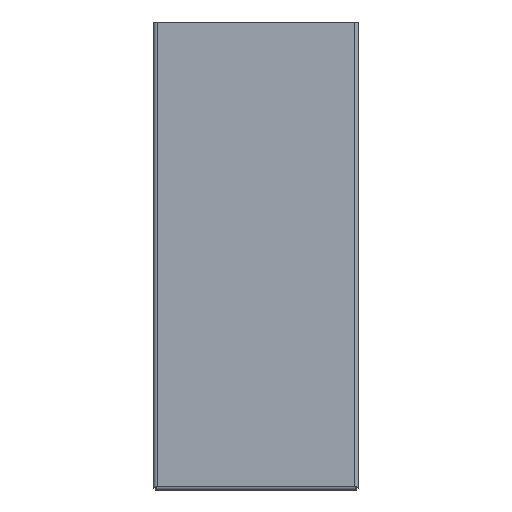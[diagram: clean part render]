
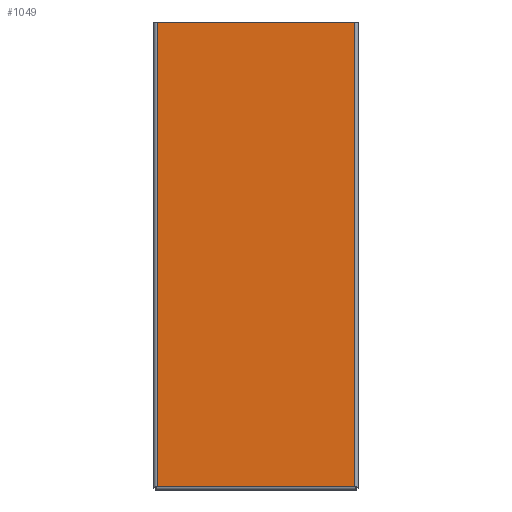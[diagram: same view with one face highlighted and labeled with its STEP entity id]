
A CAD part, front view. The second image highlights one B-rep face of the part: STEP entity #1049.
In plain terms, the highlighted planar face has unit normal (0, -1, 0).
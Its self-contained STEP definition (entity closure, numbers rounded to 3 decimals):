
#143=DIRECTION('',(-1.,0.,0.));
#144=VECTOR('',#143,112.);
#145=CARTESIAN_POINT('',(56.,-15.,-130.5));
#146=LINE('',#145,#144);
#225=DIRECTION('',(0.,0.,-1.));
#226=VECTOR('',#225,263.);
#227=CARTESIAN_POINT('',(-56.,-15.,132.5));
#228=LINE('',#227,#226);
#238=DIRECTION('',(1.,0.,0.));
#239=VECTOR('',#238,112.);
#240=CARTESIAN_POINT('',(-56.,-15.,132.5));
#241=LINE('',#240,#239);
#424=DIRECTION('',(0.,0.,-1.));
#425=VECTOR('',#424,263.);
#426=CARTESIAN_POINT('',(56.,-15.,132.5));
#427=LINE('',#426,#425);
#518=CARTESIAN_POINT('',(-56.,-15.,132.5));
#519=CARTESIAN_POINT('',(-56.,-15.,-130.5));
#520=VERTEX_POINT('',#518);
#521=VERTEX_POINT('',#519);
#522=CARTESIAN_POINT('',(56.,-15.,132.5));
#523=VERTEX_POINT('',#522);
#524=CARTESIAN_POINT('',(56.,-15.,-130.5));
#525=VERTEX_POINT('',#524);
#1036=CARTESIAN_POINT('',(-58.,-15.,-132.5));
#1037=DIRECTION('',(0.,-1.,0.));
#1038=DIRECTION('',(1.,0.,0.));
#1039=AXIS2_PLACEMENT_3D('',#1036,#1037,#1038);
#1040=PLANE('',#1039);
#1041=ORIENTED_EDGE('',*,*,#1026,.F.);
#1043=ORIENTED_EDGE('',*,*,#1042,.T.);
#1045=ORIENTED_EDGE('',*,*,#1044,.T.);
#1046=ORIENTED_EDGE('',*,*,#875,.T.);
#1047=EDGE_LOOP('',(#1041,#1043,#1045,#1046));
#1048=FACE_OUTER_BOUND('',#1047,.F.);
#1049=ADVANCED_FACE('',(#1048),#1040,.T.);
#875=EDGE_CURVE('',#525,#521,#146,.T.);
#1026=EDGE_CURVE('',#520,#521,#228,.T.);
#1042=EDGE_CURVE('',#520,#523,#241,.T.);
#1044=EDGE_CURVE('',#523,#525,#427,.T.);
